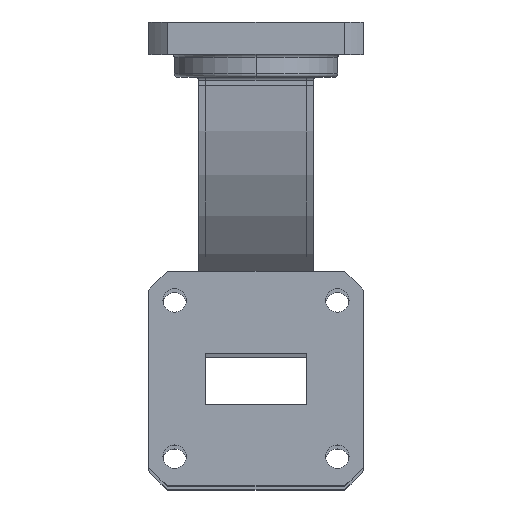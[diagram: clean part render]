
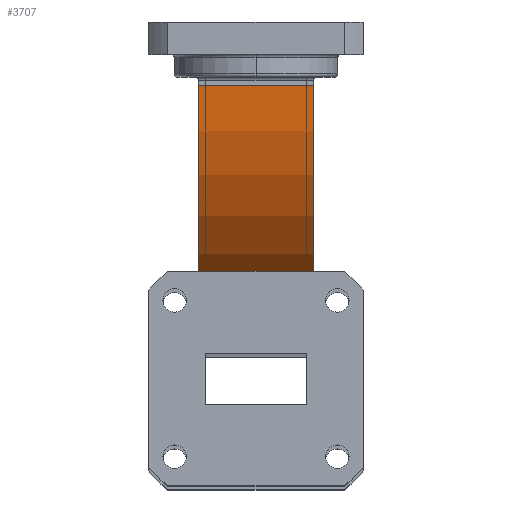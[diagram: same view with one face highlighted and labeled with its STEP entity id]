
A CAD part, top view. The second image highlights one B-rep face of the part: STEP entity #3707.
In plain terms, the highlighted cylindrical face has radius 40.526 mm (diameter 81.051 mm), a partial arc.
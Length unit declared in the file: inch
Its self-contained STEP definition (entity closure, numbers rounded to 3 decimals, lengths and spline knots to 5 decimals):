
#352 = DIRECTION ( 'NONE',  ( 1., 0., 0. ) ) ;
#462 = ORIENTED_EDGE ( 'NONE', *, *, #2057, .F. ) ;
#512 = CARTESIAN_POINT ( 'NONE',  ( 0., 1.791, 4.819 ) ) ;
#704 = DIRECTION ( 'NONE',  ( 0., 0., 1. ) ) ;
#1049 = CARTESIAN_POINT ( 'NONE',  ( -0.351, 1.791, 6.4145 ) ) ;
#1113 = VERTEX_POINT ( 'NONE', #2878 ) ;
#1307 = CYLINDRICAL_SURFACE ( 'NONE', #4155, 1.5955 ) ;
#1366 = VECTOR ( 'NONE', #1741, 39.37008 ) ;
#1457 = VERTEX_POINT ( 'NONE', #3072 ) ;
#1500 = DIRECTION ( 'NONE',  ( 0., 0., -1. ) ) ;
#1511 = CARTESIAN_POINT ( 'NONE',  ( 0.351, 0.1955, 4.819 ) ) ;
#1741 = DIRECTION ( 'NONE',  ( -1., 0., 0. ) ) ;
#1852 = EDGE_CURVE ( 'NONE', #3461, #1457, #3182, .T. ) ;
#2015 = EDGE_LOOP ( 'NONE', ( #3313, #462, #3143, #3991 ) ) ;
#2057 = EDGE_CURVE ( 'NONE', #1113, #3145, #3326, .T. ) ;
#2840 = CARTESIAN_POINT ( 'NONE',  ( 0.351, 1.791, 4.819 ) ) ;
#2878 = CARTESIAN_POINT ( 'NONE',  ( 0.351, 1.791, 6.4145 ) ) ;
#2950 = LINE ( 'NONE', #3568, #1366 ) ;
#3068 = DIRECTION ( 'NONE',  ( 1., 0., 0. ) ) ;
#3072 = CARTESIAN_POINT ( 'NONE',  ( -0.351, 0.1955, 4.819 ) ) ;
#3143 = ORIENTED_EDGE ( 'NONE', *, *, #3796, .T. ) ;
#3145 = VERTEX_POINT ( 'NONE', #1511 ) ;
#3182 = CIRCLE ( 'NONE', #4235, 1.5955 ) ;
#3300 = FACE_OUTER_BOUND ( 'NONE', #2015, .T. ) ;
#3313 = ORIENTED_EDGE ( 'NONE', *, *, #3486, .F. ) ;
#3326 = CIRCLE ( 'NONE', #3920, 1.5955 ) ;
#3461 = VERTEX_POINT ( 'NONE', #1049 ) ;
#3486 = EDGE_CURVE ( 'NONE', #3145, #1457, #2950, .T. ) ;
#3568 = CARTESIAN_POINT ( 'NONE',  ( -0.351, 0.1955, 4.819 ) ) ;
#3707 = ADVANCED_FACE ( 'NONE', ( #3300 ), #1307, .T. ) ;
#3750 = VECTOR ( 'NONE', #4160, 39.37008 ) ;
#3769 = DIRECTION ( 'NONE',  ( 0., 0., 1. ) ) ;
#3796 = EDGE_CURVE ( 'NONE', #1113, #3461, #3921, .T. ) ;
#3805 = CARTESIAN_POINT ( 'NONE',  ( -0.351, 1.791, 4.819 ) ) ;
#3920 = AXIS2_PLACEMENT_3D ( 'NONE', #2840, #352, #704 ) ;
#3921 = LINE ( 'NONE', #4562, #3750 ) ;
#3991 = ORIENTED_EDGE ( 'NONE', *, *, #1852, .T. ) ;
#4085 = DIRECTION ( 'NONE',  ( 1., 0., 0. ) ) ;
#4155 = AXIS2_PLACEMENT_3D ( 'NONE', #512, #4085, #1500 ) ;
#4160 = DIRECTION ( 'NONE',  ( -1., 0., 0. ) ) ;
#4235 = AXIS2_PLACEMENT_3D ( 'NONE', #3805, #3068, #3769 ) ;
#4562 = CARTESIAN_POINT ( 'NONE',  ( -0.351, 1.791, 6.4145 ) ) ;
